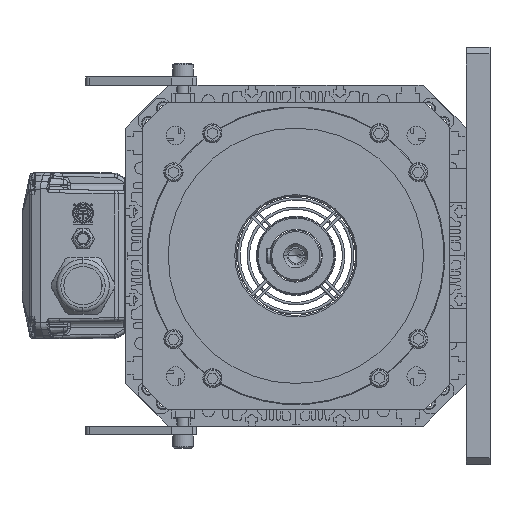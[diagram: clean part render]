
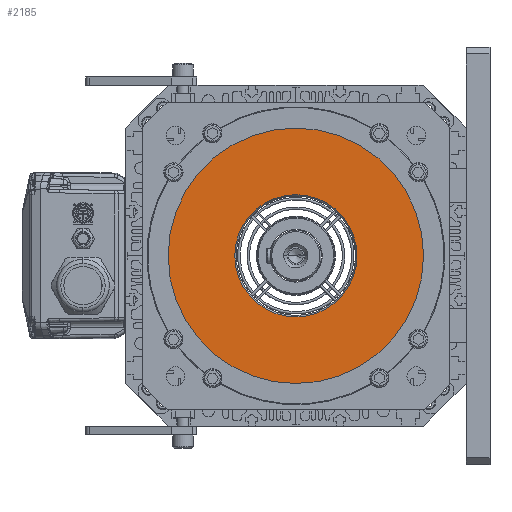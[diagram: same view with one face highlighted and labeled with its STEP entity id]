
A CAD part, left-side view. The second image highlights one B-rep face of the part: STEP entity #2185.
In plain terms, the highlighted planar face has unit normal (-1, 0, 0).
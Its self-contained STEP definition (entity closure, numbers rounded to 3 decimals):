
#760=CARTESIAN_POINT('',(141.,0.,0.));
#761=DIRECTION('',(1.,0.,0.));
#762=DIRECTION('',(0.,1.,0.));
#763=AXIS2_PLACEMENT_3D('',#760,#761,#762);
#769=CARTESIAN_POINT('',(141.,0.,0.));
#770=DIRECTION('',(-1.,0.,0.));
#771=DIRECTION('',(0.,1.,0.));
#772=AXIS2_PLACEMENT_3D('',#769,#770,#771);
#778=CARTESIAN_POINT('',(141.,0.,0.));
#779=DIRECTION('',(1.,0.,0.));
#780=DIRECTION('',(0.,1.,0.));
#781=AXIS2_PLACEMENT_3D('',#778,#779,#780);
#783=CARTESIAN_POINT('',(141.,0.,0.));
#784=DIRECTION('',(1.,0.,0.));
#785=DIRECTION('',(0.,-1.,0.));
#786=AXIS2_PLACEMENT_3D('',#783,#784,#785);
#1992=CARTESIAN_POINT('',(141.,150.,0.));
#1993=CARTESIAN_POINT('',(141.,-150.,0.));
#1994=VERTEX_POINT('',#1992);
#1995=VERTEX_POINT('',#1993);
#2000=CARTESIAN_POINT('',(141.,71.732,0.));
#2001=CARTESIAN_POINT('',(141.,-71.732,0.));
#2002=VERTEX_POINT('',#2000);
#2003=VERTEX_POINT('',#2001);
#2170=CARTESIAN_POINT('',(141.,0.,0.));
#2171=DIRECTION('',(1.,0.,0.));
#2172=DIRECTION('',(0.,-1.,0.));
#2173=AXIS2_PLACEMENT_3D('',#2170,#2171,#2172);
#2174=PLANE('',#2173);
#2175=ORIENTED_EDGE('',*,*,#2164,.F.);
#2176=ORIENTED_EDGE('',*,*,#2150,.T.);
#2177=EDGE_LOOP('',(#2175,#2176));
#2178=FACE_OUTER_BOUND('',#2177,.F.);
#2180=ORIENTED_EDGE('',*,*,#2179,.F.);
#2182=ORIENTED_EDGE('',*,*,#2181,.F.);
#2183=EDGE_LOOP('',(#2180,#2182));
#2184=FACE_BOUND('',#2183,.F.);
#2185=ADVANCED_FACE('',(#2178,#2184),#2174,.F.);
#764=CIRCLE('',#763,150.);
#773=CIRCLE('',#772,150.);
#782=CIRCLE('',#781,71.732);
#787=CIRCLE('',#786,71.732);
#2150=EDGE_CURVE('',#1994,#1995,#764,.T.);
#2164=EDGE_CURVE('',#1994,#1995,#773,.T.);
#2179=EDGE_CURVE('',#2002,#2003,#782,.T.);
#2181=EDGE_CURVE('',#2003,#2002,#787,.T.);
